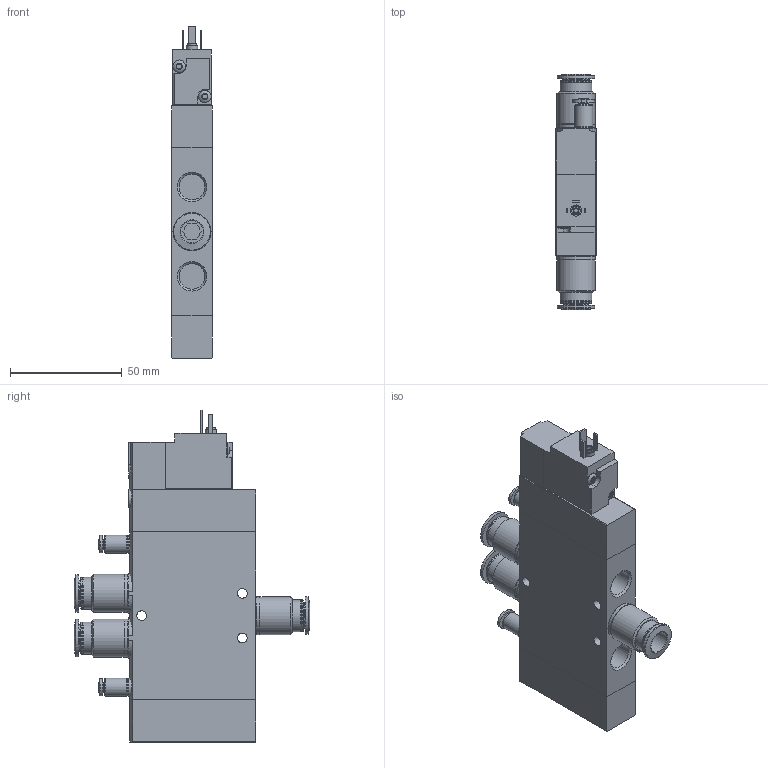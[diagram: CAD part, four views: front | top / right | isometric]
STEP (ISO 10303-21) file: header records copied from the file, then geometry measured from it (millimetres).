
FILE_DESCRIPTION(/* description */ ('STEP AP214'),/* implementation_level */ '2;1');
FILE_NAME(/* name */ '163806_CPE18-M3H-5LS-QS-10',/* time_stamp */ '2024-08-06T20:48:03+02:00',/* author */ ('License CC BY-ND 4.0'),/* organization */ ('CADENAS'),/* preprocessor_version */ 'ST-DEVELOPER v19.3',/* originating_system */ 'PARTsolutions',/* authorisation */ ' ');
FILE_SCHEMA (('AUTOMOTIVE_DESIGN {1 0 10303 214 3 1 1}'));
Length unit declared in the file: millimetre
Products named in the file (6): 163806 CPE18-M3H-5LS-QS-10; CPE18-...-5; 186112 QS-G1/4-10-I; CPE18-KMEB_M3H; CPE18-KAPPE_M3H; 153313 QSM-M5-3-I
Assembly tree (8 placements, depth 2):
  163806 CPE18-M3H-5LS-QS-10
    CPE18-...-5
    186112 QS-G1/4-10-I  x3
    CPE18-KMEB_M3H
    CPE18-KAPPE_M3H
    153313 QSM-M5-3-I  x2
Bounding box: 18 x 105.2 x 148.5 mm (x, y, z)
Volume: 136259.3 mm3; surface area: 40033.9 mm2
Topology: 8 solids, 8 shells, 367 faces, 832 edges, 531 vertices
Faces by surface type: plane 171, cylinder 124, cone 53, torus 19
Full cylindrical faces by diameter (mm): 2 x1, 2.013 x1, 2.5 x1, 3 x2, 3.8 x1, 4.134 x3, 4.4 x5, 5 x3, 5.6 x3, 7.8 x6, 8 x5, 10 x3, 11.4 x3, 11.445 x5, 13.157 x3, 14.3 x6, 16.4 x6, 16.8 x3, 17 x6
Entity records: 7206 total; most frequent: CARTESIAN_POINT 1332, DIRECTION 1078, ORIENTED_EDGE 950, EDGE_CURVE 475, AXIS2_PLACEMENT_3D 420, EDGE_LOOP 349, FACE_BOUND 349, VERTEX_POINT 344
